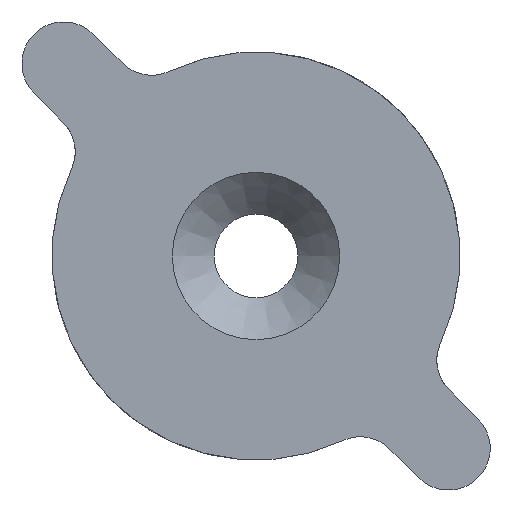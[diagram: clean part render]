
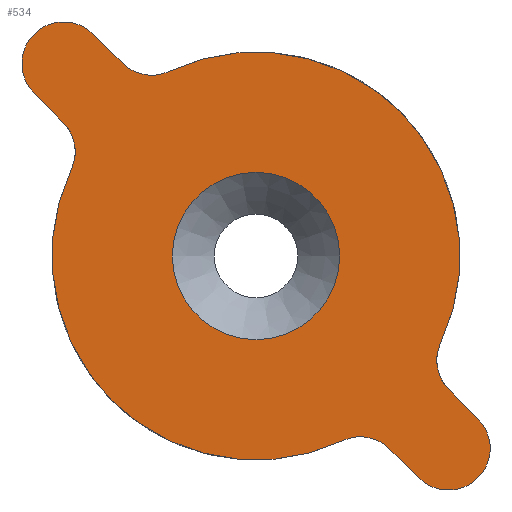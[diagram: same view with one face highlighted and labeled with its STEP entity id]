
A CAD part, front view. The second image highlights one B-rep face of the part: STEP entity #534.
In plain terms, the highlighted planar face has unit normal (0, -1, 0).
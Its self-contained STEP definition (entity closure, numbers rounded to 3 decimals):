
#35=FACE_BOUND('',#86,.T.);
#39=PLANE('',#590);
#54=FACE_OUTER_BOUND('',#85,.T.);
#85=EDGE_LOOP('',(#374,#375,#376,#377,#378,#379,#380,#381,#382,#383,#384,
#385));
#86=EDGE_LOOP('',(#386));
#120=LINE('',#841,#159);
#121=LINE('',#845,#160);
#122=LINE('',#853,#161);
#123=LINE('',#857,#162);
#159=VECTOR('',#667,10.);
#160=VECTOR('',#670,10.);
#161=VECTOR('',#677,10.);
#162=VECTOR('',#680,10.);
#198=CIRCLE('',#589,4.);
#199=CIRCLE('',#591,2.);
#200=CIRCLE('',#592,2.);
#201=CIRCLE('',#593,2.);
#202=CIRCLE('',#594,9.75);
#203=CIRCLE('',#595,2.);
#204=CIRCLE('',#596,2.);
#205=CIRCLE('',#597,2.);
#206=CIRCLE('',#598,9.75);
#236=VERTEX_POINT('',#833);
#237=VERTEX_POINT('',#837);
#238=VERTEX_POINT('',#838);
#239=VERTEX_POINT('',#840);
#240=VERTEX_POINT('',#842);
#241=VERTEX_POINT('',#844);
#242=VERTEX_POINT('',#846);
#243=VERTEX_POINT('',#848);
#244=VERTEX_POINT('',#850);
#245=VERTEX_POINT('',#852);
#246=VERTEX_POINT('',#854);
#247=VERTEX_POINT('',#856);
#248=VERTEX_POINT('',#858);
#291=EDGE_CURVE('',#236,#236,#198,.T.);
#292=EDGE_CURVE('',#237,#238,#199,.T.);
#293=EDGE_CURVE('',#239,#237,#120,.T.);
#294=EDGE_CURVE('',#240,#239,#200,.T.);
#295=EDGE_CURVE('',#241,#240,#121,.T.);
#296=EDGE_CURVE('',#242,#241,#201,.T.);
#297=EDGE_CURVE('',#243,#242,#202,.T.);
#298=EDGE_CURVE('',#244,#243,#203,.T.);
#299=EDGE_CURVE('',#245,#244,#122,.T.);
#300=EDGE_CURVE('',#246,#245,#204,.T.);
#301=EDGE_CURVE('',#247,#246,#123,.T.);
#302=EDGE_CURVE('',#248,#247,#205,.T.);
#303=EDGE_CURVE('',#238,#248,#206,.T.);
#374=ORIENTED_EDGE('',*,*,#292,.F.);
#375=ORIENTED_EDGE('',*,*,#293,.F.);
#376=ORIENTED_EDGE('',*,*,#294,.F.);
#377=ORIENTED_EDGE('',*,*,#295,.F.);
#378=ORIENTED_EDGE('',*,*,#296,.F.);
#379=ORIENTED_EDGE('',*,*,#297,.F.);
#380=ORIENTED_EDGE('',*,*,#298,.F.);
#381=ORIENTED_EDGE('',*,*,#299,.F.);
#382=ORIENTED_EDGE('',*,*,#300,.F.);
#383=ORIENTED_EDGE('',*,*,#301,.F.);
#384=ORIENTED_EDGE('',*,*,#302,.F.);
#385=ORIENTED_EDGE('',*,*,#303,.F.);
#386=ORIENTED_EDGE('',*,*,#291,.F.);
#534=ADVANCED_FACE('',(#54,#35),#39,.F.);
#589=AXIS2_PLACEMENT_3D('',#835,#661,#662);
#590=AXIS2_PLACEMENT_3D('',#836,#663,#664);
#591=AXIS2_PLACEMENT_3D('',#839,#665,#666);
#592=AXIS2_PLACEMENT_3D('',#843,#668,#669);
#593=AXIS2_PLACEMENT_3D('',#847,#671,#672);
#594=AXIS2_PLACEMENT_3D('',#849,#673,#674);
#595=AXIS2_PLACEMENT_3D('',#851,#675,#676);
#596=AXIS2_PLACEMENT_3D('',#855,#678,#679);
#597=AXIS2_PLACEMENT_3D('',#859,#681,#682);
#598=AXIS2_PLACEMENT_3D('',#860,#683,#684);
#661=DIRECTION('center_axis',(0.,-1.,0.));
#662=DIRECTION('ref_axis',(1.,0.,0.));
#663=DIRECTION('center_axis',(0.,1.,0.));
#664=DIRECTION('ref_axis',(0.,0.,1.));
#665=DIRECTION('center_axis',(0.,-1.,0.));
#666=DIRECTION('ref_axis',(-0.173,0.,-0.985));
#667=DIRECTION('',(0.707,0.,-0.707));
#668=DIRECTION('center_axis',(0.,1.,0.));
#669=DIRECTION('ref_axis',(-0.707,0.,-0.707));
#670=DIRECTION('',(-0.707,0.,0.707));
#671=DIRECTION('center_axis',(0.,-1.,0.));
#672=DIRECTION('ref_axis',(0.985,0.,0.173));
#673=DIRECTION('center_axis',(0.,1.,0.));
#674=DIRECTION('ref_axis',(-1.,0.,0.));
#675=DIRECTION('center_axis',(0.,-1.,0.));
#676=DIRECTION('ref_axis',(0.173,0.,0.985));
#677=DIRECTION('',(-0.707,0.,0.707));
#678=DIRECTION('center_axis',(0.,1.,0.));
#679=DIRECTION('ref_axis',(0.707,0.,0.707));
#680=DIRECTION('',(0.707,0.,-0.707));
#681=DIRECTION('center_axis',(0.,-1.,0.));
#682=DIRECTION('ref_axis',(-0.985,0.,-0.173));
#683=DIRECTION('center_axis',(0.,1.,0.));
#684=DIRECTION('ref_axis',(-1.,0.,0.));
#833=CARTESIAN_POINT('',(-4.,0.,0.));
#835=CARTESIAN_POINT('Origin',(0.,0.,0.));
#836=CARTESIAN_POINT('Origin',(0.,0.,0.));
#837=CARTESIAN_POINT('',(-6.398,0.,9.226));
#838=CARTESIAN_POINT('',(-4.136,0.,8.829));
#839=CARTESIAN_POINT('Origin',(-4.984,0.,10.641));
#840=CARTESIAN_POINT('',(-7.778,0.,10.607));
#841=CARTESIAN_POINT('',(-7.778,0.,10.607));
#842=CARTESIAN_POINT('',(-10.607,0.,7.778));
#843=CARTESIAN_POINT('Origin',(-9.192,0.,9.192));
#844=CARTESIAN_POINT('',(-9.226,0.,6.398));
#845=CARTESIAN_POINT('',(7.778,0.,-10.607));
#846=CARTESIAN_POINT('',(-8.829,0.,4.136));
#847=CARTESIAN_POINT('Origin',(-10.641,0.,4.984));
#848=CARTESIAN_POINT('',(4.136,0.,-8.829));
#849=CARTESIAN_POINT('Origin',(0.,0.,0.));
#850=CARTESIAN_POINT('',(6.398,0.,-9.226));
#851=CARTESIAN_POINT('Origin',(4.984,0.,-10.641));
#852=CARTESIAN_POINT('',(7.778,0.,-10.607));
#853=CARTESIAN_POINT('',(7.778,0.,-10.607));
#854=CARTESIAN_POINT('',(10.607,0.,-7.778));
#855=CARTESIAN_POINT('Origin',(9.192,0.,-9.192));
#856=CARTESIAN_POINT('',(9.226,0.,-6.398));
#857=CARTESIAN_POINT('',(-7.778,0.,10.607));
#858=CARTESIAN_POINT('',(8.829,0.,-4.136));
#859=CARTESIAN_POINT('Origin',(10.641,0.,-4.984));
#860=CARTESIAN_POINT('Origin',(0.,0.,0.));
